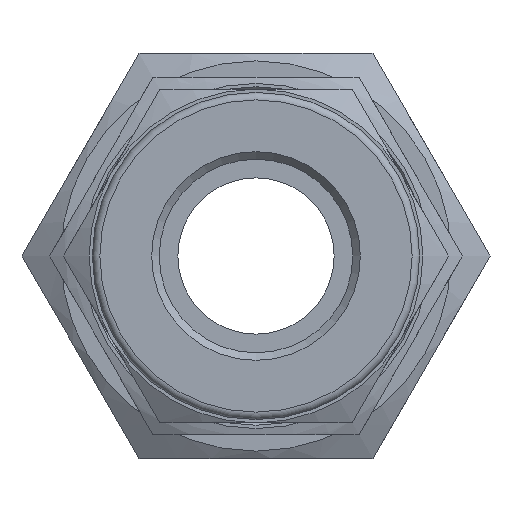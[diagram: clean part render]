
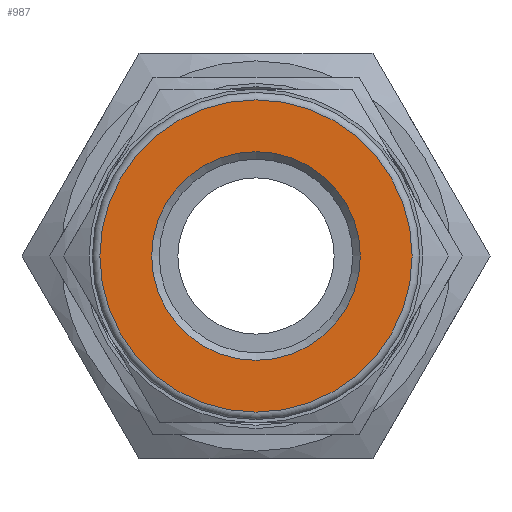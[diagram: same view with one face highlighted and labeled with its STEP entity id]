
A CAD part, left-side view. The second image highlights one B-rep face of the part: STEP entity #987.
In plain terms, the highlighted planar face has unit normal (-1, 0, 0).
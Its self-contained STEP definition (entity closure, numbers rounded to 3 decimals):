
#68=FACE_BOUND('',#223,.T.);
#98=CIRCLE('',#1094,6.95);
#99=CIRCLE('',#1096,10.4);
#153=FACE_OUTER_BOUND('',#222,.T.);
#222=EDGE_LOOP('',(#749));
#223=EDGE_LOOP('',(#750));
#442=VERTEX_POINT('',#1615);
#443=VERTEX_POINT('',#1619);
#556=EDGE_CURVE('',#442,#442,#98,.T.);
#557=EDGE_CURVE('',#443,#443,#99,.T.);
#749=ORIENTED_EDGE('',*,*,#557,.F.);
#750=ORIENTED_EDGE('',*,*,#556,.T.);
#942=PLANE('',#1095);
#987=ADVANCED_FACE('',(#153,#68),#942,.T.);
#1094=AXIS2_PLACEMENT_3D('',#1617,#1281,#1282);
#1095=AXIS2_PLACEMENT_3D('',#1618,#1283,#1284);
#1096=AXIS2_PLACEMENT_3D('',#1620,#1285,#1286);
#1281=DIRECTION('center_axis',(1.,0.,0.));
#1282=DIRECTION('ref_axis',(0.,0.,-1.));
#1283=DIRECTION('center_axis',(-1.,0.,0.));
#1284=DIRECTION('ref_axis',(0.,0.,1.));
#1285=DIRECTION('center_axis',(1.,0.,0.));
#1286=DIRECTION('ref_axis',(0.,0.,-1.));
#1615=CARTESIAN_POINT('',(2.199,-6.95,0.));
#1617=CARTESIAN_POINT('Origin',(2.199,0.,0.));
#1618=CARTESIAN_POINT('Origin',(2.199,10.4,0.));
#1619=CARTESIAN_POINT('',(2.199,0.,10.4));
#1620=CARTESIAN_POINT('Origin',(2.199,0.,0.));
